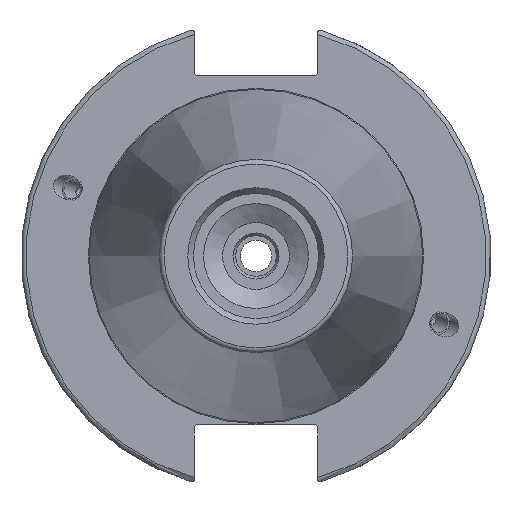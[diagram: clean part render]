
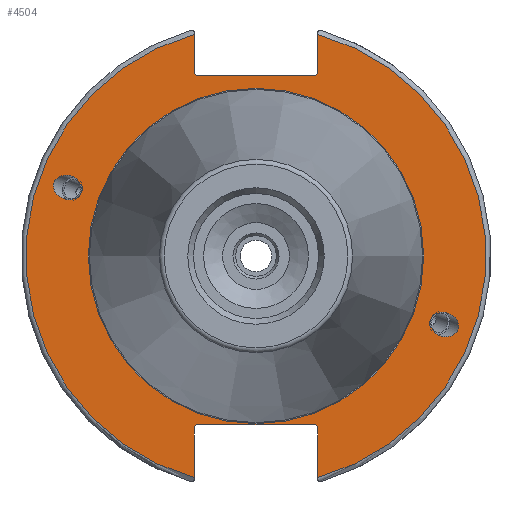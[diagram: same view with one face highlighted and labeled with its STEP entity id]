
A CAD part, left-side view. The second image highlights one B-rep face of the part: STEP entity #4504.
In plain terms, the highlighted planar face has unit normal (-1, 0, 0).
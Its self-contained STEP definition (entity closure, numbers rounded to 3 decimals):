
#632=ELLIPSE('',#4951,3.052,2.5);
#633=ELLIPSE('',#4985,3.052,2.5);
#652=PLANE('',#4991);
#756=FACE_BOUND('',#1288,.T.);
#757=FACE_BOUND('',#1289,.T.);
#758=FACE_BOUND('',#1290,.T.);
#1018=FACE_OUTER_BOUND('',#1287,.T.);
#1287=EDGE_LOOP('',(#3437,#3438,#3439,#3440,#3441,#3442,#3443,#3444,#3445,
#3446,#3447,#3448));
#1288=EDGE_LOOP('',(#3449));
#1289=EDGE_LOOP('',(#3450));
#1290=EDGE_LOOP('',(#3451));
#1555=LINE('',#7390,#1790);
#1556=LINE('',#7392,#1791);
#1557=LINE('',#7394,#1792);
#1558=LINE('',#7396,#1793);
#1559=LINE('',#7398,#1794);
#1560=LINE('',#7402,#1795);
#1561=LINE('',#7404,#1796);
#1562=LINE('',#7406,#1797);
#1563=LINE('',#7408,#1798);
#1564=LINE('',#7409,#1799);
#1790=VECTOR('',#5693,10.);
#1791=VECTOR('',#5694,10.);
#1792=VECTOR('',#5695,10.);
#1793=VECTOR('',#5696,10.);
#1794=VECTOR('',#5697,10.);
#1795=VECTOR('',#5700,10.);
#1796=VECTOR('',#5701,10.);
#1797=VECTOR('',#5702,10.);
#1798=VECTOR('',#5703,10.);
#1799=VECTOR('',#5704,10.);
#2033=CIRCLE('',#4989,35.125);
#2035=CIRCLE('',#4992,48.213);
#2036=CIRCLE('',#4993,48.213);
#2272=VERTEX_POINT('',#7115);
#2310=VERTEX_POINT('',#7374);
#2313=VERTEX_POINT('',#7381);
#2314=VERTEX_POINT('',#7386);
#2315=VERTEX_POINT('',#7387);
#2316=VERTEX_POINT('',#7389);
#2317=VERTEX_POINT('',#7391);
#2318=VERTEX_POINT('',#7393);
#2319=VERTEX_POINT('',#7395);
#2320=VERTEX_POINT('',#7397);
#2321=VERTEX_POINT('',#7399);
#2322=VERTEX_POINT('',#7401);
#2323=VERTEX_POINT('',#7403);
#2324=VERTEX_POINT('',#7405);
#2325=VERTEX_POINT('',#7407);
#2686=EDGE_CURVE('',#2272,#2272,#632,.T.);
#2737=EDGE_CURVE('',#2310,#2310,#633,.T.);
#2740=EDGE_CURVE('',#2313,#2313,#2033,.T.);
#2742=EDGE_CURVE('',#2314,#2315,#2035,.T.);
#2743=EDGE_CURVE('',#2314,#2316,#1555,.T.);
#2744=EDGE_CURVE('',#2317,#2316,#1556,.T.);
#2745=EDGE_CURVE('',#2317,#2318,#1557,.T.);
#2746=EDGE_CURVE('',#2319,#2318,#1558,.T.);
#2747=EDGE_CURVE('',#2319,#2320,#1559,.T.);
#2748=EDGE_CURVE('',#2321,#2320,#2036,.T.);
#2749=EDGE_CURVE('',#2321,#2322,#1560,.T.);
#2750=EDGE_CURVE('',#2323,#2322,#1561,.T.);
#2751=EDGE_CURVE('',#2323,#2324,#1562,.T.);
#2752=EDGE_CURVE('',#2325,#2324,#1563,.T.);
#2753=EDGE_CURVE('',#2325,#2315,#1564,.T.);
#3437=ORIENTED_EDGE('',*,*,#2742,.F.);
#3438=ORIENTED_EDGE('',*,*,#2743,.T.);
#3439=ORIENTED_EDGE('',*,*,#2744,.F.);
#3440=ORIENTED_EDGE('',*,*,#2745,.T.);
#3441=ORIENTED_EDGE('',*,*,#2746,.F.);
#3442=ORIENTED_EDGE('',*,*,#2747,.T.);
#3443=ORIENTED_EDGE('',*,*,#2748,.F.);
#3444=ORIENTED_EDGE('',*,*,#2749,.T.);
#3445=ORIENTED_EDGE('',*,*,#2750,.F.);
#3446=ORIENTED_EDGE('',*,*,#2751,.T.);
#3447=ORIENTED_EDGE('',*,*,#2752,.F.);
#3448=ORIENTED_EDGE('',*,*,#2753,.T.);
#3449=ORIENTED_EDGE('',*,*,#2686,.T.);
#3450=ORIENTED_EDGE('',*,*,#2737,.T.);
#3451=ORIENTED_EDGE('',*,*,#2740,.F.);
#4504=ADVANCED_FACE('',(#1018,#756,#757,#758),#652,.T.);
#4951=AXIS2_PLACEMENT_3D('',#7117,#5593,#5594);
#4985=AXIS2_PLACEMENT_3D('',#7376,#5677,#5678);
#4989=AXIS2_PLACEMENT_3D('',#7383,#5685,#5686);
#4991=AXIS2_PLACEMENT_3D('',#7385,#5689,#5690);
#4992=AXIS2_PLACEMENT_3D('',#7388,#5691,#5692);
#4993=AXIS2_PLACEMENT_3D('',#7400,#5698,#5699);
#5593=DIRECTION('center_axis',(1.,0.,0.));
#5594=DIRECTION('ref_axis',(0.,-0.94,-0.342));
#5677=DIRECTION('center_axis',(1.,0.,0.));
#5678=DIRECTION('ref_axis',(0.,0.94,0.342));
#5685=DIRECTION('center_axis',(-1.,0.,0.));
#5686=DIRECTION('ref_axis',(0.,-1.,0.));
#5689=DIRECTION('center_axis',(-1.,0.,0.));
#5690=DIRECTION('ref_axis',(0.,0.,1.));
#5691=DIRECTION('center_axis',(1.,0.,0.));
#5692=DIRECTION('ref_axis',(0.,-1.,0.));
#5693=DIRECTION('',(0.,0.,-1.));
#5694=DIRECTION('',(0.,-0.707,0.707));
#5695=DIRECTION('',(0.,1.,0.));
#5696=DIRECTION('',(0.,-0.707,-0.707));
#5697=DIRECTION('',(0.,0.,1.));
#5698=DIRECTION('center_axis',(1.,0.,0.));
#5699=DIRECTION('ref_axis',(0.,1.,0.));
#5700=DIRECTION('',(0.,0.,1.));
#5701=DIRECTION('',(0.,0.707,-0.707));
#5702=DIRECTION('',(0.,-1.,0.));
#5703=DIRECTION('',(0.,0.707,0.707));
#5704=DIRECTION('',(0.,0.,-1.));
#7115=CARTESIAN_POINT('',(3.175,-36.599,-13.321));
#7117=CARTESIAN_POINT('Origin',(3.175,-39.467,-14.365));
#7374=CARTESIAN_POINT('',(3.175,36.599,13.321));
#7376=CARTESIAN_POINT('Origin',(3.175,39.467,14.365));
#7381=CARTESIAN_POINT('',(3.175,0.,35.125));
#7383=CARTESIAN_POINT('Origin',(3.175,0.,0.));
#7385=CARTESIAN_POINT('Origin',(3.175,49.213,0.));
#7386=CARTESIAN_POINT('',(3.175,-12.95,46.441));
#7387=CARTESIAN_POINT('',(3.175,-12.95,-46.441));
#7388=CARTESIAN_POINT('Origin',(3.175,0.,0.));
#7389=CARTESIAN_POINT('',(3.175,-12.95,38.219));
#7390=CARTESIAN_POINT('',(3.175,-12.95,18.86));
#7391=CARTESIAN_POINT('',(3.175,-12.45,37.719));
#7392=CARTESIAN_POINT('',(3.175,12.27,12.999));
#7393=CARTESIAN_POINT('',(3.175,12.45,37.719));
#7394=CARTESIAN_POINT('',(3.175,24.606,37.719));
#7395=CARTESIAN_POINT('',(3.175,12.95,38.219));
#7396=CARTESIAN_POINT('',(3.175,12.336,37.605));
#7397=CARTESIAN_POINT('',(3.175,12.95,46.441));
#7398=CARTESIAN_POINT('',(3.175,12.95,18.86));
#7399=CARTESIAN_POINT('',(3.175,12.95,-46.441));
#7400=CARTESIAN_POINT('Origin',(3.175,0.,0.));
#7401=CARTESIAN_POINT('',(3.175,12.95,-35.806));
#7402=CARTESIAN_POINT('',(3.175,12.95,-17.653));
#7403=CARTESIAN_POINT('',(3.175,12.45,-35.306));
#7404=CARTESIAN_POINT('',(3.175,12.939,-35.795));
#7405=CARTESIAN_POINT('',(3.175,-12.45,-35.306));
#7406=CARTESIAN_POINT('',(3.175,24.606,-35.306));
#7407=CARTESIAN_POINT('',(3.175,-12.95,-35.806));
#7408=CARTESIAN_POINT('',(3.175,11.667,-11.189));
#7409=CARTESIAN_POINT('',(3.175,-12.95,-17.653));
